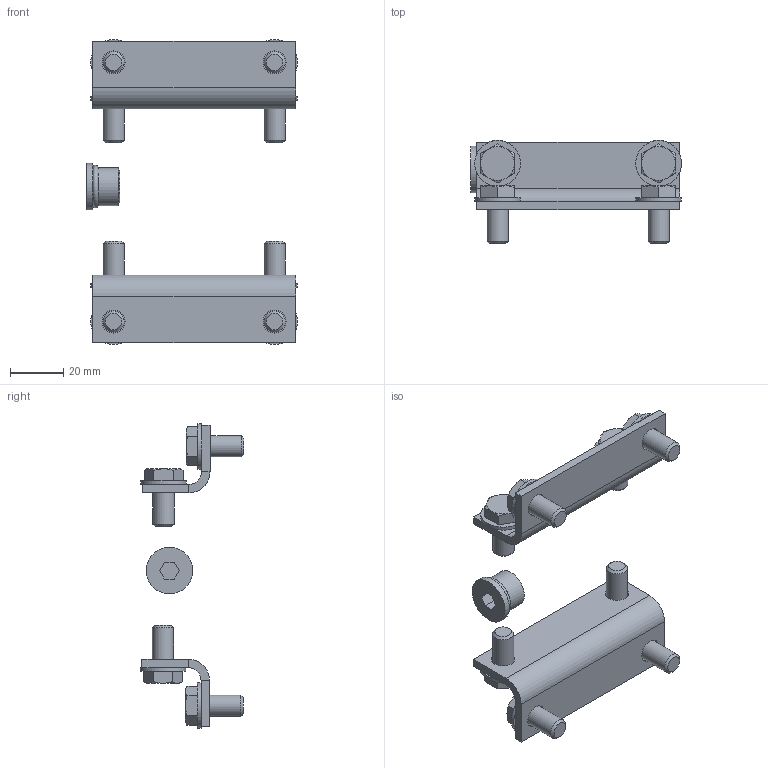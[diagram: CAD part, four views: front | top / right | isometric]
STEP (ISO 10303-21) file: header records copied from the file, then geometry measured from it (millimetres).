
FILE_DESCRIPTION(/* description */ (''),/* implementation_level */ '2;1');
FILE_NAME(/* name */ '185-300MKS.stp',/* time_stamp */ '2020-05-07T11:34:19-04:00',/* author */ ('trevorh'),/* organization */ (''),/* preprocessor_version */ 'ST-DEVELOPER v17',/* originating_system */ 'Autodesk Inventor 2019',/* authorisation */ '');
FILE_SCHEMA (('AUTOMOTIVE_DESIGN { 1 0 10303 214 3 1 1 }'));
Length unit declared in the file: inch
Products named in the file (4): Assembly1; 300_Bracket; ANSI B18.6.3 - 5/16-18 UNC x 0.625; 6_HP5ON-S
Assembly tree (11 placements, depth 2):
  Assembly1
    300_Bracket  x2
    ANSI B18.6.3 - 5/16-18 UNC x 0.625  x8
    6_HP5ON-S
Bounding box: 79.2 x 38.98 x 114.5 mm (x, y, z)
Volume: 35959.5 mm3; surface area: 25233.4 mm2
Topology: 11 solids, 11 shells, 205 faces, 456 edges, 292 vertices
Faces by surface type: plane 115, cone 57, cylinder 32, torus 1
Full cylindrical faces by diameter (mm): 7.938 x8, 8.636 x8, 12.217 x2, 14.287 x1, 17.17 x8, 17.526 x1
Entity records: 1739 total; most frequent: CARTESIAN_POINT 294, DIRECTION 292, ORIENTED_EDGE 244, EDGE_CURVE 122, AXIS2_PLACEMENT_3D 113, VERTEX_POINT 79, EDGE_LOOP 67, LINE 66
